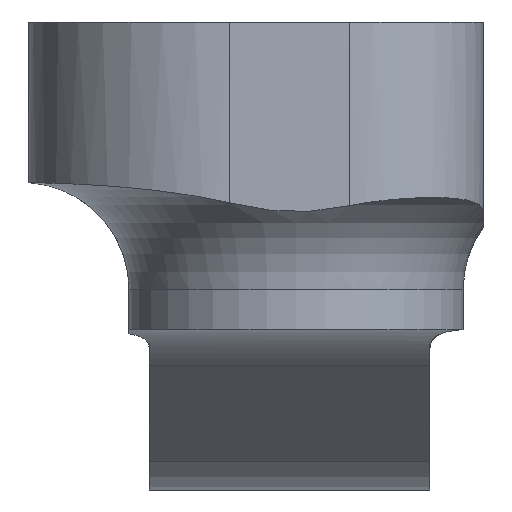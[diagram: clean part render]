
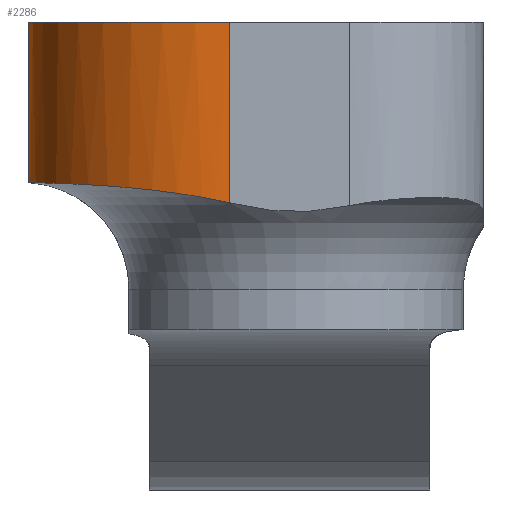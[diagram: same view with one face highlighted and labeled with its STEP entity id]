
A CAD part, front view. The second image highlights one B-rep face of the part: STEP entity #2286.
In plain terms, the highlighted cylindrical face has radius 15 mm (diameter 30 mm), a partial arc.
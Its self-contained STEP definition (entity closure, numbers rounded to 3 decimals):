
#549=CARTESIAN_POINT('',(6.,-101.,0.));
#550=DIRECTION('',(0.,0.,-1.));
#551=DIRECTION('',(0.,-1.,0.));
#552=AXIS2_PLACEMENT_3D('',#549,#550,#551);
#824=CARTESIAN_POINT('',(-2.25,-88.473,-16.618));
#825=CARTESIAN_POINT('',(-2.481,-88.624,
-16.124));
#826=CARTESIAN_POINT('',(-3.028,-89.003,
-15.214));
#827=CARTESIAN_POINT('',(-4.041,-89.825,
-14.088));
#828=CARTESIAN_POINT('',(-5.235,-91.001,
-13.177));
#829=CARTESIAN_POINT('',(-6.53,-92.653,
-12.532));
#830=CARTESIAN_POINT('',(-7.661,-94.661,
-12.193));
#831=CARTESIAN_POINT('',(-8.455,-96.797,
-12.061));
#832=CARTESIAN_POINT('',(-8.9,-98.88,
-12.021));
#833=CARTESIAN_POINT('',(-9.,-100.299,-12.016));
#834=CARTESIAN_POINT('',(-9.,-101.,-12.016));
#836=DIRECTION('',(0.,0.,1.));
#837=VECTOR('',#836,16.618);
#838=CARTESIAN_POINT('',(-2.25,-88.473,-16.618));
#839=LINE('',#838,#837);
#840=DIRECTION('',(0.,0.,-1.));
#841=VECTOR('',#840,13.518);
#842=CARTESIAN_POINT('',(6.,-116.,0.));
#843=LINE('',#842,#841);
#844=CARTESIAN_POINT('',(-9.,-101.,-12.016));
#845=CARTESIAN_POINT('',(-9.,-101.982,-12.016));
#846=CARTESIAN_POINT('',(-8.808,-103.959,
-12.018));
#847=CARTESIAN_POINT('',(-7.915,-106.874,
-12.036));
#848=CARTESIAN_POINT('',(-6.456,-109.533,
-12.078));
#849=CARTESIAN_POINT('',(-4.564,-111.782,
-12.163));
#850=CARTESIAN_POINT('',(-2.28,-113.621,
-12.313));
#851=CARTESIAN_POINT('',(0.316,-114.985,
-12.559));
#852=CARTESIAN_POINT('',(3.158,-115.825,-12.941));
#853=CARTESIAN_POINT('',(5.06,-116.,-13.303));
#854=CARTESIAN_POINT('',(6.,-116.,-13.518));
#1145=CARTESIAN_POINT('',(6.,-116.,0.));
#1146=CARTESIAN_POINT('',(-2.25,-88.473,0.));
#1147=VERTEX_POINT('',#1145);
#1148=VERTEX_POINT('',#1146);
#1289=CARTESIAN_POINT('',(-9.,-101.,-12.016));
#1290=VERTEX_POINT('',#1289);
#1301=VERTEX_POINT('',#824);
#1302=VERTEX_POINT('',#854);
#2273=CARTESIAN_POINT('',(6.,-101.,0.));
#2274=DIRECTION('',(0.,0.,-1.));
#2275=DIRECTION('',(1.,0.,0.));
#2276=AXIS2_PLACEMENT_3D('',#2273,#2274,#2275);
#2277=CYLINDRICAL_SURFACE('',#2276,15.);
#2278=ORIENTED_EDGE('',*,*,#2006,.F.);
#2279=ORIENTED_EDGE('',*,*,#2268,.T.);
#2280=ORIENTED_EDGE('',*,*,#1937,.F.);
#2282=ORIENTED_EDGE('',*,*,#2281,.T.);
#2283=ORIENTED_EDGE('',*,*,#1982,.F.);
#2284=EDGE_LOOP('',(#2278,#2279,#2280,#2282,#2283));
#2285=FACE_OUTER_BOUND('',#2284,.F.);
#2286=ADVANCED_FACE('',(#2285),#2277,.T.);
#553=CIRCLE('',#552,15.);
#835=B_SPLINE_CURVE_WITH_KNOTS('',3,(#824,#825,#826,#827,#828,#829,#830,#831,
#832,#833,#834),.UNSPECIFIED.,.F.,.F.,(4,1,1,1,1,1,1,1,4),(0.,0.125,0.25,
0.375,0.5,0.625,0.75,0.875,1.),.UNSPECIFIED.);
#855=B_SPLINE_CURVE_WITH_KNOTS('',3,(#844,#845,#846,#847,#848,#849,#850,#851,
#852,#853,#854),.UNSPECIFIED.,.F.,.F.,(4,1,1,1,1,1,1,1,4),(0.,0.125,0.25,
0.375,0.5,0.625,0.75,0.875,1.),.UNSPECIFIED.);
#1937=EDGE_CURVE('',#1147,#1148,#553,.T.);
#1982=EDGE_CURVE('',#1290,#1302,#855,.T.);
#2006=EDGE_CURVE('',#1301,#1290,#835,.T.);
#2268=EDGE_CURVE('',#1301,#1148,#839,.T.);
#2281=EDGE_CURVE('',#1147,#1302,#843,.T.);
